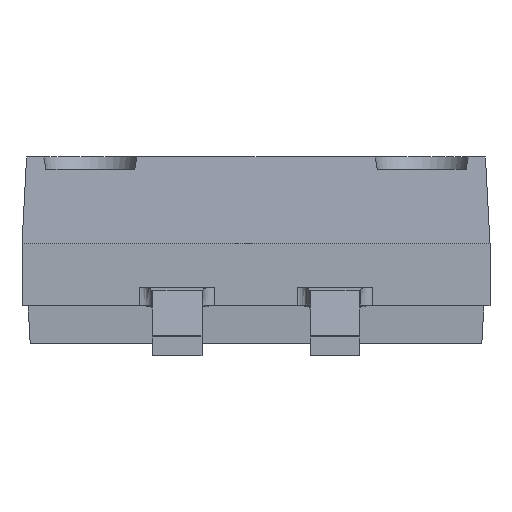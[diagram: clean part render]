
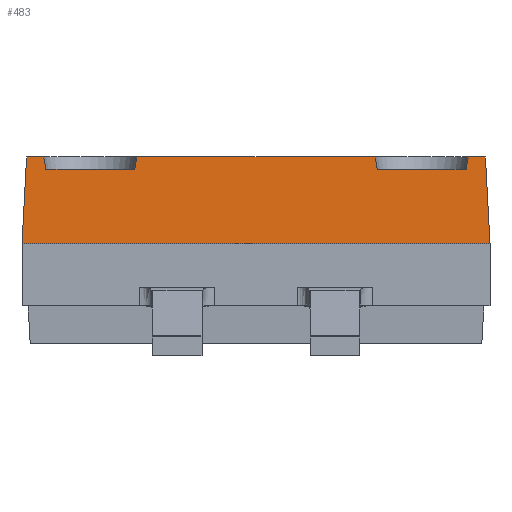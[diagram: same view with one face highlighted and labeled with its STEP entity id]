
A CAD part, front view. The second image highlights one B-rep face of the part: STEP entity #483.
In plain terms, the highlighted planar face has unit normal (0, -0.999, 0.052).
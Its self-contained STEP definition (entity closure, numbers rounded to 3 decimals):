
#483=ADVANCED_FACE('',(#2012),#2014,.T.);
#2012=FACE_BOUND('',#2013,.T.);
#2013=EDGE_LOOP('',(#3220,#3221,#3222,#3223,#3224,#3225,#3226,#3227,#3228,#3229,
#3230,#3231));
#2014=PLANE('',#2015);
#2015=AXIS2_PLACEMENT_3D('',#2016,#2017,#2018);
#2016=CARTESIAN_POINT('',(-1.885,-2.25,0.9));
#2017=DIRECTION('',(0.,-0.999,0.052));
#2018=DIRECTION('',(1.,0.,0.));
#3220=ORIENTED_EDGE('',*,*,#4001,.T.);
#3221=ORIENTED_EDGE('',*,*,#3903,.F.);
#3222=ORIENTED_EDGE('',*,*,#4002,.F.);
#3223=ORIENTED_EDGE('',*,*,#4003,.T.);
#3224=ORIENTED_EDGE('',*,*,#4004,.T.);
#3225=ORIENTED_EDGE('',*,*,#3891,.F.);
#3226=ORIENTED_EDGE('',*,*,#4005,.T.);
#3227=ORIENTED_EDGE('',*,*,#4006,.T.);
#3228=ORIENTED_EDGE('',*,*,#4007,.T.);
#3229=ORIENTED_EDGE('',*,*,#3887,.F.);
#3230=ORIENTED_EDGE('',*,*,#4000,.T.);
#3231=ORIENTED_EDGE('',*,*,#4008,.T.);
#3887=EDGE_CURVE('',#4311,#4313,#4314,.T.);
#3891=EDGE_CURVE('',#4319,#4321,#4322,.T.);
#3903=EDGE_CURVE('',#4343,#4345,#4346,.T.);
#4000=EDGE_CURVE('',#4311,#4512,#4514,.F.);
#4001=EDGE_CURVE('',#4515,#4345,#4516,.F.);
#4002=EDGE_CURVE('',#4517,#4343,#4518,.T.);
#4003=EDGE_CURVE('',#4517,#4519,#4520,.T.);
#4004=EDGE_CURVE('',#4519,#4321,#4521,.T.);
#4005=EDGE_CURVE('',#4319,#4522,#4523,.F.);
#4006=EDGE_CURVE('',#4522,#4524,#4525,.T.);
#4007=EDGE_CURVE('',#4524,#4313,#4526,.F.);
#4008=EDGE_CURVE('',#4512,#4515,#4527,.T.);
#4311=VERTEX_POINT('',#5027);
#4313=VERTEX_POINT('',#5031);
#4314=LINE('',#5032,#5033);
#4319=VERTEX_POINT('',#5044);
#4321=VERTEX_POINT('',#5048);
#4322=LINE('',#5049,#5050);
#4343=VERTEX_POINT('',#5094);
#4345=VERTEX_POINT('',#5098);
#4346=LINE('',#5099,#5100);
#4512=VERTEX_POINT('',#5484);
#4514=LINE('',#5488,#5489);
#4515=VERTEX_POINT('',#5491);
#4516=LINE('',#5492,#5493);
#4517=VERTEX_POINT('',#5495);
#4518=LINE('',#5496,#5497);
#4519=VERTEX_POINT('',#5499);
#4520=LINE('',#5500,#5501);
#4521=LINE('',#5503,#5504);
#4522=VERTEX_POINT('',#5506);
#4523=LINE('',#5507,#5508);
#4524=VERTEX_POINT('',#5510);
#4525=LINE('',#5511,#5512);
#4526=LINE('',#5514,#5515);
#4527=LINE('',#5517,#5518);
#5027=CARTESIAN_POINT('',(-0.96,-2.213,1.6));
#5031=CARTESIAN_POINT('',(0.96,-2.213,1.6));
#5032=CARTESIAN_POINT('',(-0.96,-2.213,1.6));
#5033=VECTOR('',#5034,1.);
#5034=DIRECTION('',(1.,0.,0.));
#5044=CARTESIAN_POINT('',(1.71,-2.213,1.6));
#5048=CARTESIAN_POINT('',(1.848,-2.213,1.6));
#5049=CARTESIAN_POINT('',(1.71,-2.213,1.6));
#5050=VECTOR('',#5051,1.);
#5051=DIRECTION('',(1.,0.,0.));
#5094=CARTESIAN_POINT('',(-1.848,-2.213,1.6));
#5098=CARTESIAN_POINT('',(-1.71,-2.213,1.6));
#5099=CARTESIAN_POINT('',(-1.848,-2.213,1.6));
#5100=VECTOR('',#5101,1.);
#5101=DIRECTION('',(1.,0.,0.));
#5484=CARTESIAN_POINT('',(-0.978,-2.219,1.5));
#5488=CARTESIAN_POINT('',(-0.978,-2.219,1.5));
#5489=VECTOR('',#5490,1.);
#5490=DIRECTION('',(0.173,0.052,0.983));
#5491=CARTESIAN_POINT('',(-1.692,-2.219,1.5));
#5492=CARTESIAN_POINT('',(-1.71,-2.213,1.6));
#5493=VECTOR('',#5494,1.);
#5494=DIRECTION('',(0.173,-0.052,-0.983));
#5495=CARTESIAN_POINT('',(-1.885,-2.25,0.9));
#5496=CARTESIAN_POINT('',(-1.885,-2.25,0.9));
#5497=VECTOR('',#5498,1.);
#5498=DIRECTION('',(0.052,0.052,0.997));
#5499=CARTESIAN_POINT('',(1.885,-2.25,0.9));
#5500=CARTESIAN_POINT('',(-1.885,-2.25,0.9));
#5501=VECTOR('',#5502,1.);
#5502=DIRECTION('',(1.,0.,0.));
#5503=CARTESIAN_POINT('',(1.885,-2.25,0.9));
#5504=VECTOR('',#5505,1.);
#5505=DIRECTION('',(-0.052,0.052,0.997));
#5506=CARTESIAN_POINT('',(1.692,-2.219,1.5));
#5507=CARTESIAN_POINT('',(1.692,-2.219,1.5));
#5508=VECTOR('',#5509,1.);
#5509=DIRECTION('',(0.173,0.052,0.983));
#5510=CARTESIAN_POINT('',(0.978,-2.219,1.5));
#5511=CARTESIAN_POINT('',(1.692,-2.219,1.5));
#5512=VECTOR('',#5513,1.);
#5513=DIRECTION('',(-1.,0.,0.));
#5514=CARTESIAN_POINT('',(0.96,-2.213,1.6));
#5515=VECTOR('',#5516,1.);
#5516=DIRECTION('',(0.173,-0.052,-0.983));
#5517=CARTESIAN_POINT('',(-0.978,-2.219,1.5));
#5518=VECTOR('',#5519,1.);
#5519=DIRECTION('',(-1.,0.,0.));
